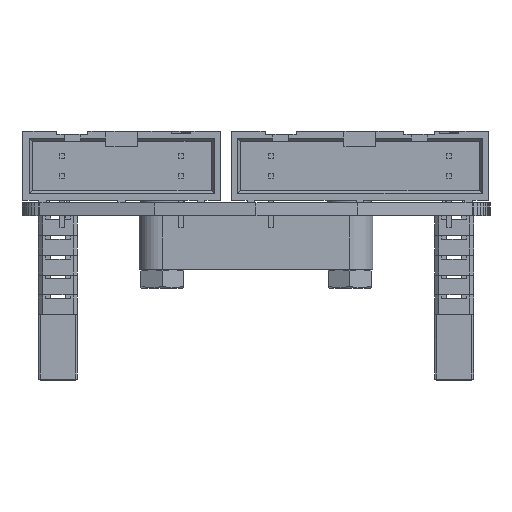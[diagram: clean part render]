
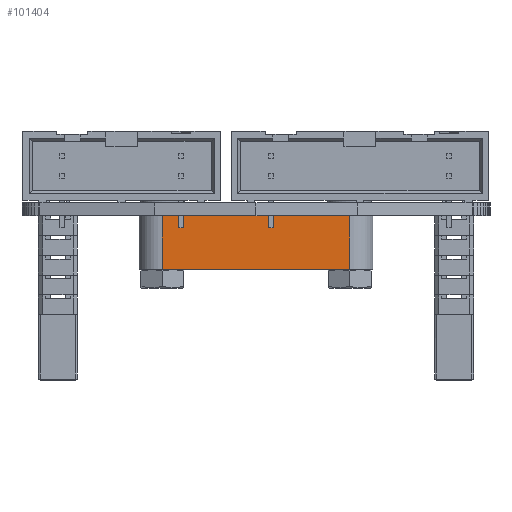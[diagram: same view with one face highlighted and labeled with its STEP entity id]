
A CAD part, left-side view. The second image highlights one B-rep face of the part: STEP entity #101404.
In plain terms, the highlighted planar face has unit normal (-1, 0, 0).
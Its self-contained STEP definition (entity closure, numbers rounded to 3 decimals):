
#99398 = PLANE('',#99399);
#99399 = AXIS2_PLACEMENT_3D('',#99400,#99401,#99402);
#99400 = CARTESIAN_POINT('',(0.,0.,6.9)
  );
#99401 = DIRECTION('',(0.,0.,1.));
#99402 = DIRECTION('',(1.,0.,0.));
#99514 = VERTEX_POINT('',#99515);
#99515 = CARTESIAN_POINT('',(-15.,12.,6.9));
#99534 = CYLINDRICAL_SURFACE('',#99535,3.);
#99535 = AXIS2_PLACEMENT_3D('',#99536,#99537,#99538);
#99536 = CARTESIAN_POINT('',(-12.,12.,52.426));
#99537 = DIRECTION('',(0.,0.,-1.));
#99538 = DIRECTION('',(-1.,0.,0.));
#99545 = EDGE_CURVE('',#99546,#99514,#99548,.T.);
#99546 = VERTEX_POINT('',#99547);
#99547 = CARTESIAN_POINT('',(-15.,-12.,6.9));
#99548 = SURFACE_CURVE('',#99549,(#99553,#99560),.PCURVE_S1.);
#99549 = LINE('',#99550,#99551);
#99550 = CARTESIAN_POINT('',(-15.,6.,6.9));
#99551 = VECTOR('',#99552,1.);
#99552 = DIRECTION('',(0.,1.,0.));
#99553 = PCURVE('',#99398,#99554);
#99554 = DEFINITIONAL_REPRESENTATION('',(#99555),#99559);
#99555 = LINE('',#99556,#99557);
#99556 = CARTESIAN_POINT('',(-15.,6.));
#99557 = VECTOR('',#99558,1.);
#99558 = DIRECTION('',(0.,1.));
#99559 = ( GEOMETRIC_REPRESENTATION_CONTEXT(2) 
PARAMETRIC_REPRESENTATION_CONTEXT() REPRESENTATION_CONTEXT('2D SPACE',''
  ) );
#99560 = PCURVE('',#99561,#99566);
#99561 = PLANE('',#99562);
#99562 = AXIS2_PLACEMENT_3D('',#99563,#99564,#99565);
#99563 = CARTESIAN_POINT('',(-15.,12.,52.426));
#99564 = DIRECTION('',(1.,0.,0.));
#99565 = DIRECTION('',(0.,1.,0.));
#99566 = DEFINITIONAL_REPRESENTATION('',(#99567),#99571);
#99567 = LINE('',#99568,#99569);
#99568 = CARTESIAN_POINT('',(-6.,-45.526));
#99569 = VECTOR('',#99570,1.);
#99570 = DIRECTION('',(1.,0.));
#99571 = ( GEOMETRIC_REPRESENTATION_CONTEXT(2) 
PARAMETRIC_REPRESENTATION_CONTEXT() REPRESENTATION_CONTEXT('2D SPACE',''
  ) );
#99594 = CYLINDRICAL_SURFACE('',#99595,3.);
#99595 = AXIS2_PLACEMENT_3D('',#99596,#99597,#99598);
#99596 = CARTESIAN_POINT('',(-12.,-12.,52.426));
#99597 = DIRECTION('',(0.,0.,-1.));
#99598 = DIRECTION('',(-1.,0.,0.));
#99820 = PLANE('',#99821);
#99821 = AXIS2_PLACEMENT_3D('',#99822,#99823,#99824);
#99822 = CARTESIAN_POINT('',(12.,-12.,0.));
#99823 = DIRECTION('',(0.,0.,1.));
#99824 = DIRECTION('',(1.,0.,0.));
#100083 = VERTEX_POINT('',#100084);
#100084 = CARTESIAN_POINT('',(-15.,12.,0.));
#100105 = EDGE_CURVE('',#99514,#100083,#100106,.T.);
#100106 = SURFACE_CURVE('',#100107,(#100111,#100117),.PCURVE_S1.);
#100107 = LINE('',#100108,#100109);
#100108 = CARTESIAN_POINT('',(-15.,12.,52.426));
#100109 = VECTOR('',#100110,1.);
#100110 = DIRECTION('',(0.,0.,-1.));
#100111 = PCURVE('',#99534,#100112);
#100112 = DEFINITIONAL_REPRESENTATION('',(#100113),#100116);
#100113 = B_SPLINE_CURVE_WITH_KNOTS('',1,(#100114,#100115),
  .UNSPECIFIED.,.F.,.F.,(2,2),(45.526,52.426),
  .PIECEWISE_BEZIER_KNOTS.);
#100114 = CARTESIAN_POINT('',(0.,45.526));
#100115 = CARTESIAN_POINT('',(0.,52.426));
#100116 = ( GEOMETRIC_REPRESENTATION_CONTEXT(2) 
PARAMETRIC_REPRESENTATION_CONTEXT() REPRESENTATION_CONTEXT('2D SPACE',''
  ) );
#100117 = PCURVE('',#99561,#100118);
#100118 = DEFINITIONAL_REPRESENTATION('',(#100119),#100123);
#100119 = LINE('',#100120,#100121);
#100120 = CARTESIAN_POINT('',(0.,0.));
#100121 = VECTOR('',#100122,1.);
#100122 = DIRECTION('',(0.,-1.));
#100123 = ( GEOMETRIC_REPRESENTATION_CONTEXT(2) 
PARAMETRIC_REPRESENTATION_CONTEXT() REPRESENTATION_CONTEXT('2D SPACE',''
  ) );
#100721 = VERTEX_POINT('',#100722);
#100722 = CARTESIAN_POINT('',(-15.,-12.,0.));
#100743 = EDGE_CURVE('',#100083,#100721,#100744,.T.);
#100744 = SURFACE_CURVE('',#100745,(#100749,#100756),.PCURVE_S1.);
#100745 = LINE('',#100746,#100747);
#100746 = CARTESIAN_POINT('',(-15.,12.,0.));
#100747 = VECTOR('',#100748,1.);
#100748 = DIRECTION('',(0.,-1.,0.));
#100749 = PCURVE('',#99820,#100750);
#100750 = DEFINITIONAL_REPRESENTATION('',(#100751),#100755);
#100751 = LINE('',#100752,#100753);
#100752 = CARTESIAN_POINT('',(-27.,24.));
#100753 = VECTOR('',#100754,1.);
#100754 = DIRECTION('',(0.,-1.));
#100755 = ( GEOMETRIC_REPRESENTATION_CONTEXT(2) 
PARAMETRIC_REPRESENTATION_CONTEXT() REPRESENTATION_CONTEXT('2D SPACE',''
  ) );
#100756 = PCURVE('',#99561,#100757);
#100757 = DEFINITIONAL_REPRESENTATION('',(#100758),#100762);
#100758 = LINE('',#100759,#100760);
#100759 = CARTESIAN_POINT('',(0.,-52.426));
#100760 = VECTOR('',#100761,1.);
#100761 = DIRECTION('',(-1.,0.));
#100762 = ( GEOMETRIC_REPRESENTATION_CONTEXT(2) 
PARAMETRIC_REPRESENTATION_CONTEXT() REPRESENTATION_CONTEXT('2D SPACE',''
  ) );
#101404 = ADVANCED_FACE('',(#101405),#99561,.F.);
#101405 = FACE_BOUND('',#101406,.T.);
#101406 = EDGE_LOOP('',(#101407,#101408,#101409,#101410));
#101407 = ORIENTED_EDGE('',*,*,#99545,.T.);
#101408 = ORIENTED_EDGE('',*,*,#100105,.T.);
#101409 = ORIENTED_EDGE('',*,*,#100743,.T.);
#101410 = ORIENTED_EDGE('',*,*,#101411,.F.);
#101411 = EDGE_CURVE('',#99546,#100721,#101412,.T.);
#101412 = SURFACE_CURVE('',#101413,(#101417,#101424),.PCURVE_S1.);
#101413 = LINE('',#101414,#101415);
#101414 = CARTESIAN_POINT('',(-15.,-12.,52.426));
#101415 = VECTOR('',#101416,1.);
#101416 = DIRECTION('',(0.,0.,-1.));
#101417 = PCURVE('',#99561,#101418);
#101418 = DEFINITIONAL_REPRESENTATION('',(#101419),#101423);
#101419 = LINE('',#101420,#101421);
#101420 = CARTESIAN_POINT('',(-24.,0.));
#101421 = VECTOR('',#101422,1.);
#101422 = DIRECTION('',(0.,-1.));
#101423 = ( GEOMETRIC_REPRESENTATION_CONTEXT(2) 
PARAMETRIC_REPRESENTATION_CONTEXT() REPRESENTATION_CONTEXT('2D SPACE',''
  ) );
#101424 = PCURVE('',#99594,#101425);
#101425 = DEFINITIONAL_REPRESENTATION('',(#101426),#101429);
#101426 = B_SPLINE_CURVE_WITH_KNOTS('',1,(#101427,#101428),
  .UNSPECIFIED.,.F.,.F.,(2,2),(45.526,52.426),
  .PIECEWISE_BEZIER_KNOTS.);
#101427 = CARTESIAN_POINT('',(6.283,45.526));
#101428 = CARTESIAN_POINT('',(6.283,52.426));
#101429 = ( GEOMETRIC_REPRESENTATION_CONTEXT(2) 
PARAMETRIC_REPRESENTATION_CONTEXT() REPRESENTATION_CONTEXT('2D SPACE',''
  ) );
